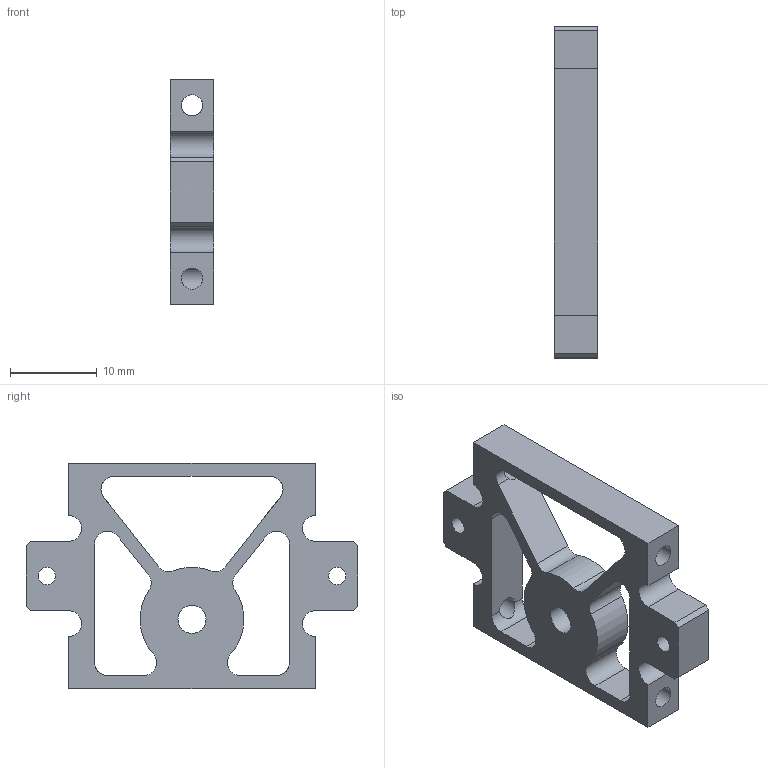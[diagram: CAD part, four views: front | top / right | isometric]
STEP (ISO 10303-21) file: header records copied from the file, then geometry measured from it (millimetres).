
FILE_DESCRIPTION(/* description */ (''),/* implementation_level */ '2;1');
FILE_NAME(/* name */ 'LegBaseFrontFulcrumFrame.stp',/* time_stamp */ '2024-04-11T15:16:18+09:00',/* author */ ('Masato Kubotera'),/* organization */ (''),/* preprocessor_version */ 'ST-DEVELOPER v20',/* originating_system */ 'Autodesk Inventor 2024',/* authorisation */ '');
FILE_SCHEMA (('AUTOMOTIVE_DESIGN { 1 0 10303 214 3 1 1 }'));
Length unit declared in the file: millimetre
Products named in the file (1): LegBaseFrontFulcrumFrame
Bounding box: 5 x 38.3 x 26 mm (x, y, z)
Volume: 2155.1 mm3; surface area: 2440.9 mm2
Topology: 1 solids, 1 shells, 53 faces, 163 edges, 108 vertices
Faces by surface type: plane 27, cylinder 26
Full cylindrical faces by diameter (mm): 2 x2, 2.459 x4, 3.242 x1
Entity records: 2016 total; most frequent: CARTESIAN_POINT 437, ORIENTED_EDGE 326, DIRECTION 317, EDGE_CURVE 163, VERTEX_POINT 108, AXIS2_PLACEMENT_3D 106, LINE 105, VECTOR 105
